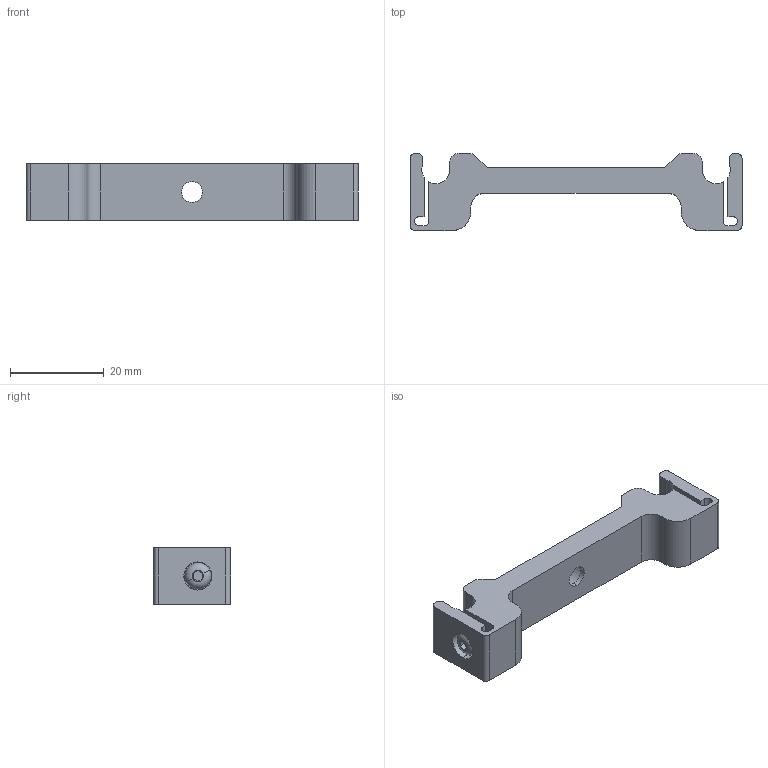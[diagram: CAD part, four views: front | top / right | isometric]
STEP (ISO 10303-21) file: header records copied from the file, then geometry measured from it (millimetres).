
FILE_DESCRIPTION (( 'STEP AP203' ), '1' );
FILE_NAME ('GCT-026101 俋倰芞.STEP', '2017-01-18T03:34:42', ( 'Lxtx999.CoM' ), ( 'Lxtx999.CoM' ), 'SwSTEP 2.0', 'SolidWorks 2012', '' );
FILE_SCHEMA (( 'CONFIG_CONTROL_DESIGN' ));
Length unit declared in the file: centimetre
Products named in the file (1): GCT-026101 俋倰芞
Bounding box: 71 x 16.5 x 12 mm (x, y, z)
Surface area: 4342.5 mm2 (no closed solid volume)
Topology: 0 solids, 3 shells, 82 faces, 231 edges, 156 vertices
Faces by surface type: plane 45, cylinder 33, torus 4
Entity records: 2762 total; most frequent: DIRECTION 481, CARTESIAN_POINT 470, ORIENTED_EDGE 448, EDGE_CURVE 231, AXIS2_PLACEMENT_3D 167, VERTEX_POINT 156, VECTOR 147, LINE 147
